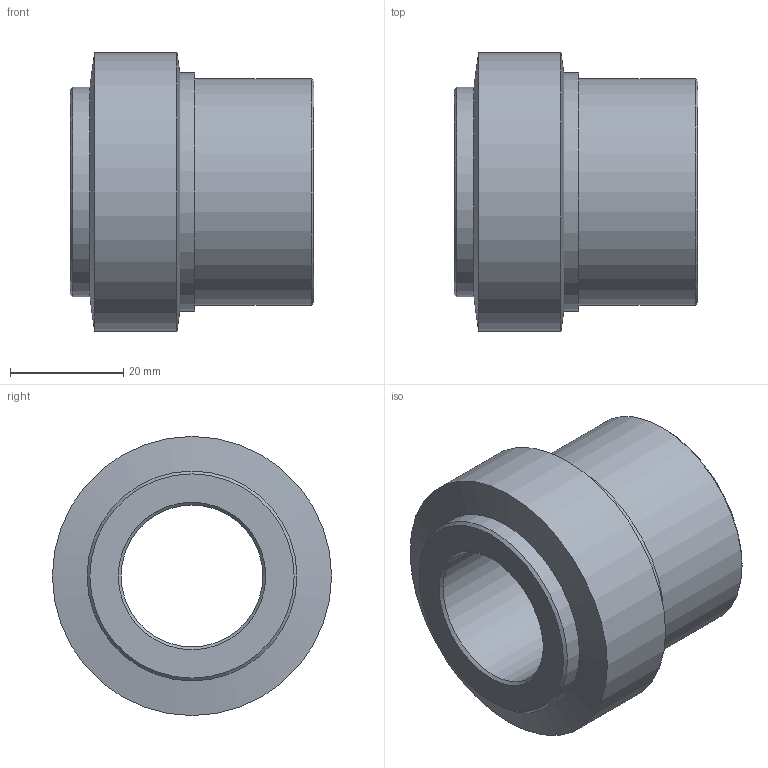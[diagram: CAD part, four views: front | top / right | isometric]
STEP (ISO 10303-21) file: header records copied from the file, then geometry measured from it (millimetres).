
FILE_DESCRIPTION(/* description */ ('Unknown'),/* implementation_level */ '2;1');
FILE_NAME(/* name */ 'pignon central',/* time_stamp */ '2021-10-09T09:20:06+02:00',/* author */ ('Unknown'),/* organization */ ('Unknown'),/* preprocessor_version */ 'ST-DEVELOPER v16.7',/* originating_system */ 'Solid Edge',/* authorisation */ 'Unknown');
FILE_SCHEMA (('AUTOMOTIVE_DESIGN {1 0 10303 214 3 1 1}'));
Length unit declared in the file: millimetre
Products named in the file (1): pignon central
Bounding box: 43 x 49.2 x 49.2 mm (x, y, z)
Volume: 42299.9 mm3; surface area: 11730.8 mm2
Topology: 1 solids, 1 shells, 14 faces, 27 edges, 16 vertices
Faces by surface type: cone 6, cylinder 5, plane 3
Full cylindrical faces by diameter (mm): 25 x1, 37 x1, 40 x1, 42 x1, 49.2 x1
Entity records: 318 total; most frequent: DIRECTION 58, CARTESIAN_POINT 43, AXIS2_PLACEMENT_3D 29, ORIENTED_EDGE 28, EDGE_LOOP 28, FACE_BOUND 28, EDGE_CURVE 14, VERTEX_POINT 14
